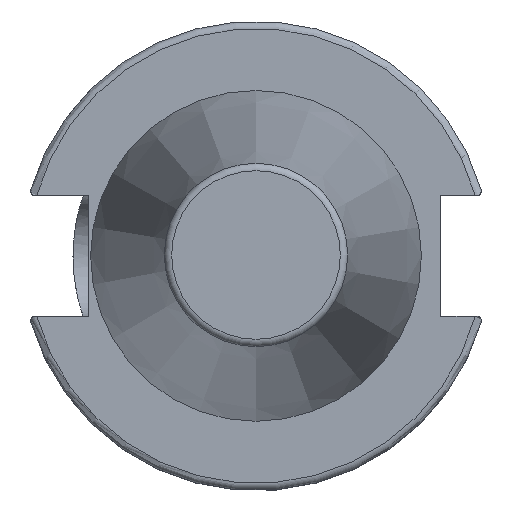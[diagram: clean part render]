
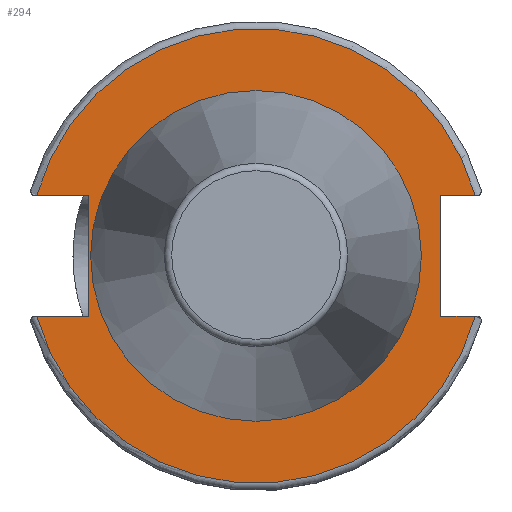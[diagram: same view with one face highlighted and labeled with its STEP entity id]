
A CAD part, top view. The second image highlights one B-rep face of the part: STEP entity #294.
In plain terms, the highlighted planar face has unit normal (0, 0, 1).
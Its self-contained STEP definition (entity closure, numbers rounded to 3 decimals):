
#47=FACE_BOUND('',#439,.T.);
#48=FACE_BOUND('',#440,.T.);
#166=LINE('',#1744,#226);
#173=LINE('',#1777,#233);
#175=LINE('',#1791,#235);
#178=LINE('',#1800,#238);
#180=LINE('',#1812,#240);
#181=LINE('',#1816,#241);
#226=VECTOR('',#1327,1.);
#233=VECTOR('',#1340,1.);
#235=VECTOR('',#1358,1.);
#238=VECTOR('',#1365,1.);
#240=VECTOR('',#1371,1.);
#241=VECTOR('',#1374,1.);
#294=ADVANCED_FACE('',(#47,#48),#351,.T.);
#351=PLANE('',#1175);
#439=EDGE_LOOP('',(#607));
#440=EDGE_LOOP('',(#608,#609,#610,#611,#612,#613,#614,#615));
#607=ORIENTED_EDGE('',*,*,#960,.F.);
#608=ORIENTED_EDGE('',*,*,#957,.T.);
#609=ORIENTED_EDGE('',*,*,#961,.T.);
#610=ORIENTED_EDGE('',*,*,#962,.F.);
#611=ORIENTED_EDGE('',*,*,#963,.T.);
#612=ORIENTED_EDGE('',*,*,#953,.T.);
#613=ORIENTED_EDGE('',*,*,#938,.T.);
#614=ORIENTED_EDGE('',*,*,#936,.F.);
#615=ORIENTED_EDGE('',*,*,#947,.T.);
#824=VERTEX_POINT('',#1733);
#825=VERTEX_POINT('',#1735);
#826=VERTEX_POINT('',#1745);
#832=VERTEX_POINT('',#1776);
#837=VERTEX_POINT('',#1792);
#840=VERTEX_POINT('',#1799);
#842=VERTEX_POINT('',#1811);
#843=VERTEX_POINT('',#1813);
#844=VERTEX_POINT('',#1815);
#936=EDGE_CURVE('',#824,#825,#1057,.T.);
#938=EDGE_CURVE('',#826,#825,#166,.T.);
#947=EDGE_CURVE('',#824,#832,#173,.T.);
#953=EDGE_CURVE('',#837,#826,#175,.T.);
#957=EDGE_CURVE('',#832,#840,#178,.T.);
#960=EDGE_CURVE('',#842,#842,#1064,.T.);
#961=EDGE_CURVE('',#840,#843,#180,.T.);
#962=EDGE_CURVE('',#844,#843,#1065,.T.);
#963=EDGE_CURVE('',#844,#837,#181,.T.);
#1057=CIRCLE('',#1157,30.75);
#1064=CIRCLE('',#1173,22.371);
#1065=CIRCLE('',#1174,30.75);
#1157=AXIS2_PLACEMENT_3D('',#1734,#1323,#1324);
#1173=AXIS2_PLACEMENT_3D('',#1810,#1369,#1370);
#1174=AXIS2_PLACEMENT_3D('',#1814,#1372,#1373);
#1175=AXIS2_PLACEMENT_3D('',#1817,#1375,#1376);
#1323=DIRECTION('',(0.,0.,-1.));
#1324=DIRECTION('',(0.,-1.,0.));
#1327=DIRECTION('',(-1.,0.,0.));
#1340=DIRECTION('',(-1.,0.,0.));
#1358=DIRECTION('',(0.,-1.,0.));
#1365=DIRECTION('',(0.,1.,0.));
#1369=DIRECTION('',(0.,0.,1.));
#1370=DIRECTION('',(1.,0.,0.));
#1371=DIRECTION('',(1.,0.,0.));
#1372=DIRECTION('',(0.,0.,-1.));
#1373=DIRECTION('',(0.,1.,0.));
#1374=DIRECTION('',(1.,0.,0.));
#1375=DIRECTION('',(0.,0.,1.));
#1376=DIRECTION('',(1.,0.,0.));
#1733=CARTESIAN_POINT('',(29.639,-8.19,-1.));
#1734=CARTESIAN_POINT('',(0.,0.,-1.));
#1735=CARTESIAN_POINT('',(-29.639,-8.19,-1.));
#1744=CARTESIAN_POINT('',(-11.3,-8.19,-1.));
#1745=CARTESIAN_POINT('',(-22.6,-8.19,-1.));
#1776=CARTESIAN_POINT('',(25.,-8.19,-1.));
#1777=CARTESIAN_POINT('',(12.5,-8.19,-1.));
#1791=CARTESIAN_POINT('',(-22.6,15.875,-1.));
#1792=CARTESIAN_POINT('',(-22.6,8.19,-1.));
#1799=CARTESIAN_POINT('',(25.,8.19,-1.));
#1800=CARTESIAN_POINT('',(25.,15.875,-1.));
#1810=CARTESIAN_POINT('',(0.,0.,-1.));
#1811=CARTESIAN_POINT('',(0.,-22.371,-1.));
#1812=CARTESIAN_POINT('',(12.5,8.19,-1.));
#1813=CARTESIAN_POINT('',(29.639,8.19,-1.));
#1814=CARTESIAN_POINT('',(0.,0.,-1.));
#1815=CARTESIAN_POINT('',(-29.639,8.19,-1.));
#1816=CARTESIAN_POINT('',(-11.3,8.19,-1.));
#1817=CARTESIAN_POINT('',(0.,31.75,-1.));
